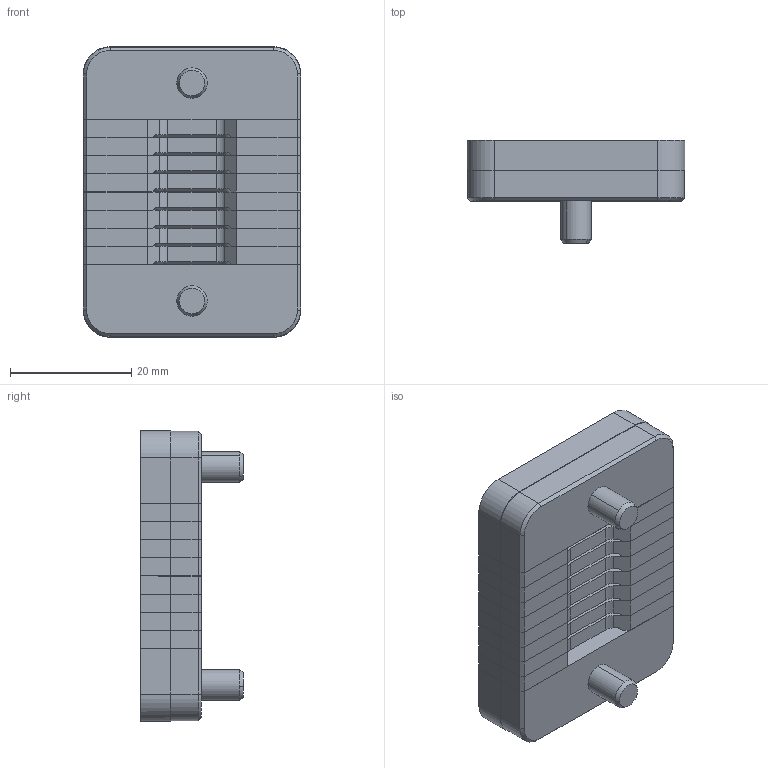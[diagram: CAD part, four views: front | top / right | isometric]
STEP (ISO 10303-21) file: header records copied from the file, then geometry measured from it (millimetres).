
FILE_DESCRIPTION (( 'STEP AP214' ), '1' );
FILE_NAME ('LV483610.STEP', '2018-10-10T08:58:11', ( '' ), ( '' ), 'SwSTEP 2.0', 'SolidWorks 2018', '' );
FILE_SCHEMA (( 'AUTOMOTIVE_DESIGN' ));
Length unit declared in the file: millimetre
Products named in the file (16): 8LV483610-LM; LV483610; 8LV483610-LA; 1DIN912440_DIN 912 M4 x 40 --- 40C; 9LV483610; 8LV483610-LB; 9LV483610-TL_Solo Uno; 1DIN7984510_DIN 7984 - M5 x 16 --- 16C; 8LV483610-TB_33
Assembly tree (19 placements, depth 3):
  LV483610
    9LV483610
      8LV483610-LA
      8LV483610-LB
      8LV483610-LM
      1DIN912440_DIN 912 M4 x 40 --- 40C  x2
      8LV483610-LM
      8LV483610-LM
      8LV483610-LM
      8LV483610-LM
      8LV483610-LM
      8LV483610-LM
      8LV483610-LM
      8LV483610-TB_33  x2
    1DIN7984510_DIN 7984 - M5 x 16 --- 16C  x2
    9LV483610-TL_Solo Uno  x2
Bounding box: 36 x 17 x 48 mm (x, y, z)
Volume: 15974.2 mm3; surface area: 16528.3 mm2
Topology: 18 solids, 18 shells, 810 faces, 2143 edges, 1400 vertices
Faces by surface type: plane 494, bspline 144, cylinder 112, cone 44, torus 16
Entity records: 33458 total; most frequent: CARTESIAN_POINT 11093, ORIENTED_EDGE 3990, DIRECTION 3217, EDGE_CURVE 1995, VECTOR 1399, LINE 1399, VERTEX_POINT 1318, AXIS2_PLACEMENT_3D 909
